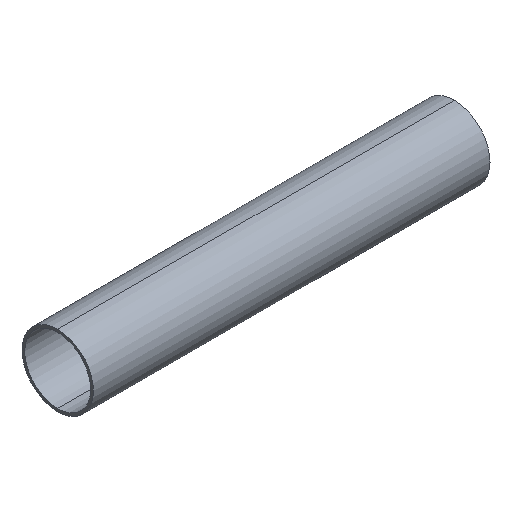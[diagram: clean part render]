
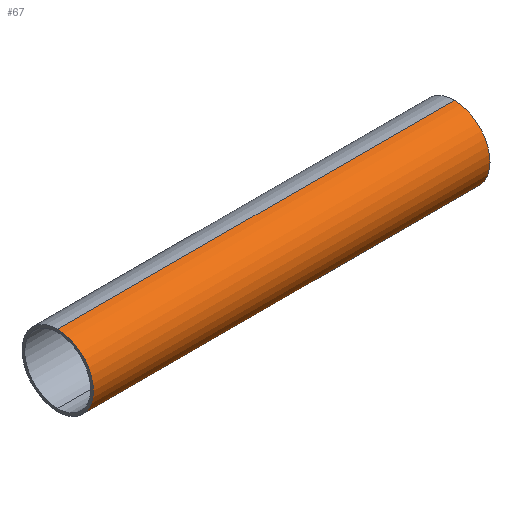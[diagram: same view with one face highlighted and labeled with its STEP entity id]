
A CAD part, isometric view. The second image highlights one B-rep face of the part: STEP entity #67.
In plain terms, the highlighted cylindrical face has radius 450 mm (diameter 900 mm), a partial arc.
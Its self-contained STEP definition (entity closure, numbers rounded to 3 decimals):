
#53 = VERTEX_POINT( '', #124 );
#59 = EDGE_CURVE( '', #73, #81, #132, .T. );
#65 = EDGE_CURVE( '', #81, #53, #138, .T. );
#67 = ADVANCED_FACE( '', ( #140 ), #141, .T. );
#73 = VERTEX_POINT( '', #149 );
#77 = EDGE_CURVE( '', #79, #73, #154, .T. );
#79 = VERTEX_POINT( '', #156 );
#81 = VERTEX_POINT( '', #158 );
#93 = EDGE_CURVE( '', #53, #79, #171, .T. );
#124 = CARTESIAN_POINT( '', ( 0., 0., -450. ) );
#132 = LINE( '', #201, #202 );
#138 = CIRCLE( '', #211, 450. );
#140 = FACE_OUTER_BOUND( '', #213, .T. );
#141 = CYLINDRICAL_SURFACE( '', #214, 450. );
#149 = CARTESIAN_POINT( '', ( 5000., 0., 450. ) );
#154 = CIRCLE( '', #228, 450. );
#156 = CARTESIAN_POINT( '', ( 5000., 0., -450. ) );
#158 = CARTESIAN_POINT( '', ( 0., 0., 450. ) );
#171 = LINE( '', #250, #251 );
#201 = CARTESIAN_POINT( '', ( 0., 0., 450. ) );
#202 = VECTOR( '', #282, 1. );
#211 = AXIS2_PLACEMENT_3D( '', #289, #290, #291 );
#213 = EDGE_LOOP( '', ( #293, #294, #295, #296 ) );
#214 = AXIS2_PLACEMENT_3D( '', #297, #298, #299 );
#228 = AXIS2_PLACEMENT_3D( '', #316, #317, #318 );
#250 = CARTESIAN_POINT( '', ( 0., 0., -450. ) );
#251 = VECTOR( '', #339, 1. );
#282 = DIRECTION( '', ( -1., 0., 0. ) );
#289 = CARTESIAN_POINT( '', ( 0., 0., 0. ) );
#290 = DIRECTION( '', ( 1., 0., 0. ) );
#291 = DIRECTION( '', ( 0., 0., -1. ) );
#293 = ORIENTED_EDGE( '', *, *, #93, .T. );
#294 = ORIENTED_EDGE( '', *, *, #77, .T. );
#295 = ORIENTED_EDGE( '', *, *, #59, .T. );
#296 = ORIENTED_EDGE( '', *, *, #65, .T. );
#297 = CARTESIAN_POINT( '', ( 0., 0., 0. ) );
#298 = DIRECTION( '', ( -1., 0., 0. ) );
#299 = DIRECTION( '', ( 0., 0., -1. ) );
#316 = CARTESIAN_POINT( '', ( 5000., 0., 0. ) );
#317 = DIRECTION( '', ( -1., 0., 0. ) );
#318 = DIRECTION( '', ( 0., 0., -1. ) );
#339 = DIRECTION( '', ( 1., 0., 0. ) );
